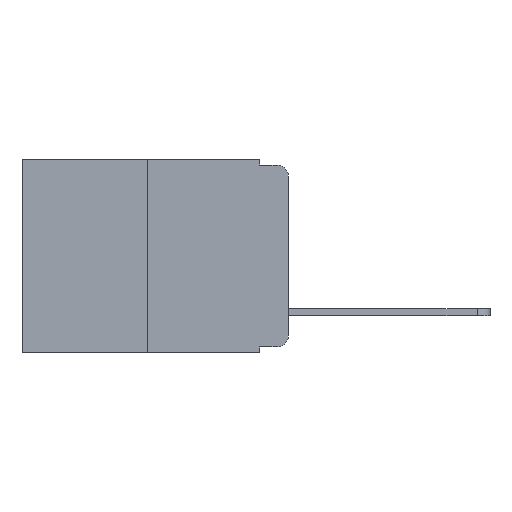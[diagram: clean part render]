
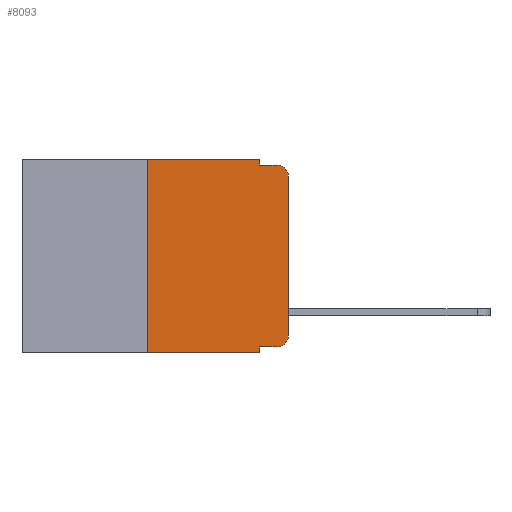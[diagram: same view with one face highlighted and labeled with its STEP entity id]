
A CAD part, left-side view. The second image highlights one B-rep face of the part: STEP entity #8093.
In plain terms, the highlighted planar face has unit normal (-1, 0, 0).
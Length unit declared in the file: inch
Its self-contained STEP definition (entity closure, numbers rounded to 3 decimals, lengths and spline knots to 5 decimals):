
#187 = VERTEX_POINT ( 'NONE', #1573 ) ;
#441 = ORIENTED_EDGE ( 'NONE', *, *, #13683, .F. ) ;
#606 = VERTEX_POINT ( 'NONE', #5986 ) ;
#856 = VECTOR ( 'NONE', #7143, 39.37008 ) ;
#1474 = ORIENTED_EDGE ( 'NONE', *, *, #11620, .F. ) ;
#1573 = CARTESIAN_POINT ( 'NONE',  ( 0., 0.02, -0.333 ) ) ;
#1837 = DIRECTION ( 'NONE',  ( -1., 0., 0. ) ) ;
#1989 = ORIENTED_EDGE ( 'NONE', *, *, #10578, .F. ) ;
#2118 = VERTEX_POINT ( 'NONE', #12901 ) ;
#2272 = VERTEX_POINT ( 'NONE', #14759 ) ;
#2506 = CARTESIAN_POINT ( 'NONE',  ( 0., 0.473, 0. ) ) ;
#2777 = VERTEX_POINT ( 'NONE', #5017 ) ;
#3740 = VERTEX_POINT ( 'NONE', #12235 ) ;
#4147 = DIRECTION ( 'NONE',  ( 1., 0., 0. ) ) ;
#4428 = CARTESIAN_POINT ( 'NONE',  ( 0., 0.051, 0. ) ) ;
#4454 = VERTEX_POINT ( 'NONE', #20251 ) ;
#5017 = CARTESIAN_POINT ( 'NONE',  ( 0., 0.02, -0.01 ) ) ;
#5492 = LINE ( 'NONE', #18630, #12872 ) ;
#5986 = CARTESIAN_POINT ( 'NONE',  ( 0., 0.25, -0.343 ) ) ;
#6380 = VERTEX_POINT ( 'NONE', #8081 ) ;
#7143 = DIRECTION ( 'NONE',  ( 0., 0., 1. ) ) ;
#7155 = AXIS2_PLACEMENT_3D ( 'NONE', #11412, #1837, #12961 ) ;
#7325 = VERTEX_POINT ( 'NONE', #11939 ) ;
#7454 = DIRECTION ( 'NONE',  ( -1., 0., 0. ) ) ;
#7548 = AXIS2_PLACEMENT_3D ( 'NONE', #2506, #4147, #15097 ) ;
#7570 = VECTOR ( 'NONE', #11354, 39.37008 ) ;
#7693 = EDGE_CURVE ( 'NONE', #606, #2272, #5492, .T. ) ;
#7966 = CIRCLE ( 'NONE', #15924, 0.02 ) ;
#8065 = CARTESIAN_POINT ( 'NONE',  ( 0., 0.051, -0.01 ) ) ;
#8081 = CARTESIAN_POINT ( 'NONE',  ( 0., 0.051, -0.01 ) ) ;
#8093 = ADVANCED_FACE ( 'NONE', ( #9676 ), #12038, .F. ) ;
#8461 = EDGE_CURVE ( 'NONE', #187, #3740, #17825, .T. ) ;
#9024 = ORIENTED_EDGE ( 'NONE', *, *, #12659, .F. ) ;
#9452 = DIRECTION ( 'NONE',  ( 0., -1., 0. ) ) ;
#9500 = EDGE_CURVE ( 'NONE', #2118, #187, #14924, .T. ) ;
#9516 = ORIENTED_EDGE ( 'NONE', *, *, #10045, .F. ) ;
#9570 = EDGE_LOOP ( 'NONE', ( #12208, #16251, #441, #9024, #9516, #1474, #18180, #1989, #11000, #19096 ) ) ;
#9676 = FACE_OUTER_BOUND ( 'NONE', #9570, .T. ) ;
#10045 = EDGE_CURVE ( 'NONE', #7325, #19821, #13499, .T. ) ;
#10361 = VECTOR ( 'NONE', #18508, 39.37008 ) ;
#10578 = EDGE_CURVE ( 'NONE', #2118, #2272, #15110, .T. ) ;
#11000 = ORIENTED_EDGE ( 'NONE', *, *, #9500, .T. ) ;
#11041 = LINE ( 'NONE', #19447, #12013 ) ;
#11354 = DIRECTION ( 'NONE',  ( 0., 0., -1. ) ) ;
#11412 = CARTESIAN_POINT ( 'NONE',  ( 0., 0.02, -0.313 ) ) ;
#11435 = LINE ( 'NONE', #8065, #15024 ) ;
#11533 = VECTOR ( 'NONE', #13863, 39.37008 ) ;
#11620 = EDGE_CURVE ( 'NONE', #606, #7325, #11041, .T. ) ;
#11857 = CARTESIAN_POINT ( 'NONE',  ( 0., 0., 0. ) ) ;
#11930 = CARTESIAN_POINT ( 'NONE',  ( 0., 0.051, 0. ) ) ;
#11939 = CARTESIAN_POINT ( 'NONE',  ( 0., 0.25, 0. ) ) ;
#12013 = VECTOR ( 'NONE', #16388, 39.37008 ) ;
#12038 = PLANE ( 'NONE',  #7548 ) ;
#12208 = ORIENTED_EDGE ( 'NONE', *, *, #15716, .T. ) ;
#12235 = CARTESIAN_POINT ( 'NONE',  ( 0., 0., -0.313 ) ) ;
#12600 = LINE ( 'NONE', #11857, #856 ) ;
#12659 = EDGE_CURVE ( 'NONE', #19821, #6380, #15301, .T. ) ;
#12872 = VECTOR ( 'NONE', #9452, 39.37008 ) ;
#12901 = CARTESIAN_POINT ( 'NONE',  ( 0., 0.051, -0.333 ) ) ;
#12961 = DIRECTION ( 'NONE',  ( 0., 0., -1. ) ) ;
#13000 = VECTOR ( 'NONE', #17012, 39.37008 ) ;
#13499 = LINE ( 'NONE', #15493, #13000 ) ;
#13683 = EDGE_CURVE ( 'NONE', #6380, #2777, #11435, .T. ) ;
#13863 = DIRECTION ( 'NONE',  ( 0., 0., -1. ) ) ;
#14681 = EDGE_CURVE ( 'NONE', #4454, #2777, #7966, .T. ) ;
#14759 = CARTESIAN_POINT ( 'NONE',  ( 0., 0.051, -0.343 ) ) ;
#14924 = LINE ( 'NONE', #16951, #10361 ) ;
#15024 = VECTOR ( 'NONE', #20326, 39.37008 ) ;
#15097 = DIRECTION ( 'NONE',  ( 0., 0., -1. ) ) ;
#15110 = LINE ( 'NONE', #4428, #11533 ) ;
#15301 = LINE ( 'NONE', #15897, #7570 ) ;
#15493 = CARTESIAN_POINT ( 'NONE',  ( 0., 0.473, 0. ) ) ;
#15716 = EDGE_CURVE ( 'NONE', #3740, #4454, #12600, .T. ) ;
#15897 = CARTESIAN_POINT ( 'NONE',  ( 0., 0.051, 0. ) ) ;
#15924 = AXIS2_PLACEMENT_3D ( 'NONE', #16673, #7454, #18222 ) ;
#16251 = ORIENTED_EDGE ( 'NONE', *, *, #14681, .T. ) ;
#16388 = DIRECTION ( 'NONE',  ( 0., 0., 1. ) ) ;
#16673 = CARTESIAN_POINT ( 'NONE',  ( 0., 0.02, -0.03 ) ) ;
#16951 = CARTESIAN_POINT ( 'NONE',  ( 0., 0.051, -0.333 ) ) ;
#17012 = DIRECTION ( 'NONE',  ( 0., -1., 0. ) ) ;
#17825 = CIRCLE ( 'NONE', #7155, 0.02 ) ;
#18180 = ORIENTED_EDGE ( 'NONE', *, *, #7693, .T. ) ;
#18222 = DIRECTION ( 'NONE',  ( 0., 0., -1. ) ) ;
#18508 = DIRECTION ( 'NONE',  ( 0., -1., 0. ) ) ;
#18630 = CARTESIAN_POINT ( 'NONE',  ( 0., 0.473, -0.343 ) ) ;
#19096 = ORIENTED_EDGE ( 'NONE', *, *, #8461, .T. ) ;
#19447 = CARTESIAN_POINT ( 'NONE',  ( 0., 0.25, 0. ) ) ;
#19821 = VERTEX_POINT ( 'NONE', #11930 ) ;
#20251 = CARTESIAN_POINT ( 'NONE',  ( 0., 0., -0.03 ) ) ;
#20326 = DIRECTION ( 'NONE',  ( 0., -1., 0. ) ) ;
